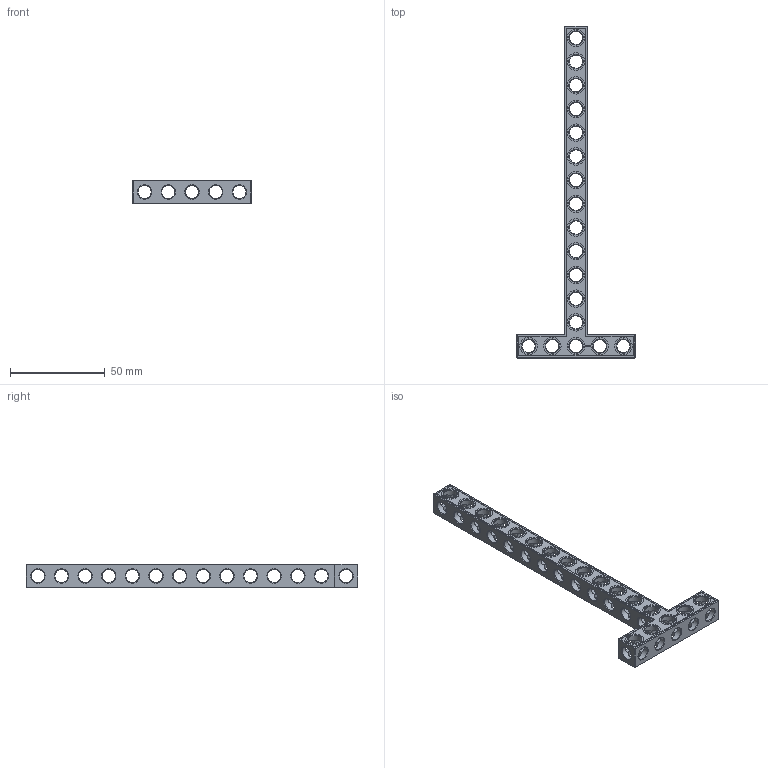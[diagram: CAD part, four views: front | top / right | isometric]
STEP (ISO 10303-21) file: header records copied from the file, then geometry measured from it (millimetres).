
FILE_DESCRIPTION(('FreeCAD Model'),'2;1');
FILE_NAME('Open CASCADE Shape Model','2021-08-08T22:59:31',( 'Paulo Kiefe'),('STEMFIE.org'),'Open CASCADE STEP processor 7.4', 'FreeCAD','Unknown');
FILE_SCHEMA(('AUTOMOTIVE_DESIGN { 1 0 10303 214 1 1 1 1 }'));
Products named in the file (1): Beam_TSH_SYM_ESS_BU05x14x01_-_SPN-BEM-1031_(stemfie.org)
Bounding box: 62.5 x 175 x 12.5 mm (x, y, z)
Volume: 17566.9 mm3; surface area: 15816 mm2
Topology: 1 solids, 1 shells, 726 faces, 2176 edges, 1430 vertices
Faces by surface type: plane 401, extrusion 142, cylinder 109, cone 74
Full cylindrical faces by diameter (mm): 7 x91, 9.2 x18
Entity records: 101298 total; most frequent: CARTESIAN_POINT 55175, DIRECTION 6740, VECTOR 4538, LINE 4396, ORIENTED_EDGE 4352, PCURVE 4352, DEFINITIONAL_REPRESENTATION 4352, EDGE_CURVE 2176
